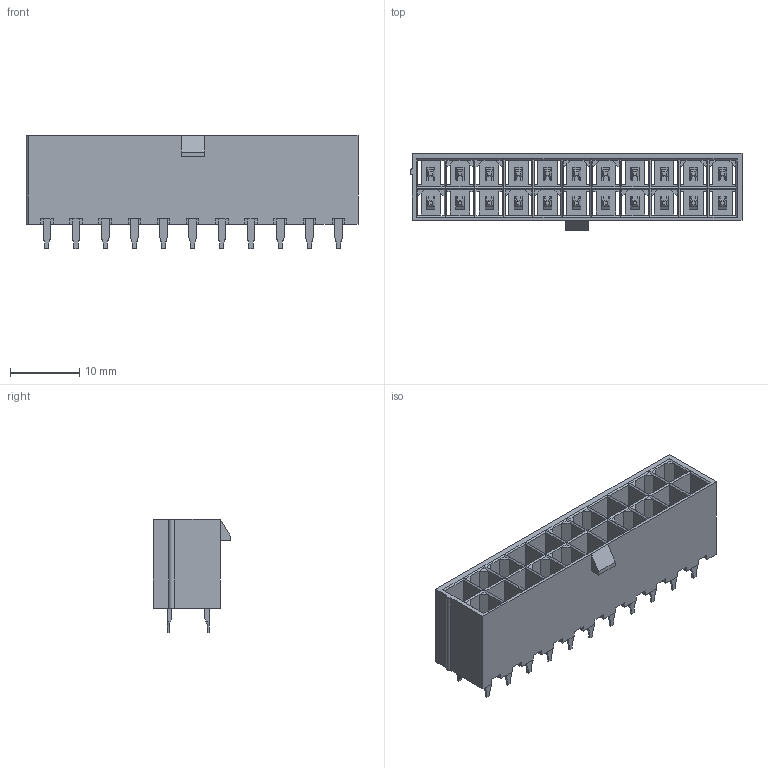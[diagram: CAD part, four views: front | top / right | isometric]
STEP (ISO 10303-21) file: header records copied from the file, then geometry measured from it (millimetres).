
FILE_DESCRIPTION(/* description */ ('Unknown'),/* implementation_level */ '2;1');
FILE_NAME(/* name */ '64902221122',/* time_stamp */ '2019-08-05T15:18:21+02:00',/* author */ ('Unknown'),/* organization */ ('Unknown'),/* preprocessor_version */ 'ST-DEVELOPER v16.7',/* originating_system */ 'DEX',/* authorisation */ $);
FILE_SCHEMA (('AUTOMOTIVE_DESIGN {1 0 10303 214 3 1 1}'));
Length unit declared in the file: millimetre
Products named in the file (3): 6490xx21122; 64902221122; 6490xx21122_PIN
Assembly tree (23 placements, depth 2):
  6490xx21122
    64902221122
    6490xx21122_PIN  x22
Bounding box: 47.8 x 11.1 x 16.3 mm (x, y, z)
Volume: 2610.5 mm3; surface area: 8317.5 mm2
Topology: 23 solids, 23 shells, 2643 faces, 7692 edges, 5008 vertices
Faces by surface type: plane 2026, cylinder 617
Entity records: 25222 total; most frequent: ORIENTED_EDGE 4548, CARTESIAN_POINT 4489, DIRECTION 3886, EDGE_CURVE 2274, LINE 2216, VECTOR 2216, VERTEX_POINT 1438, AXIS2_PLACEMENT_3D 835
